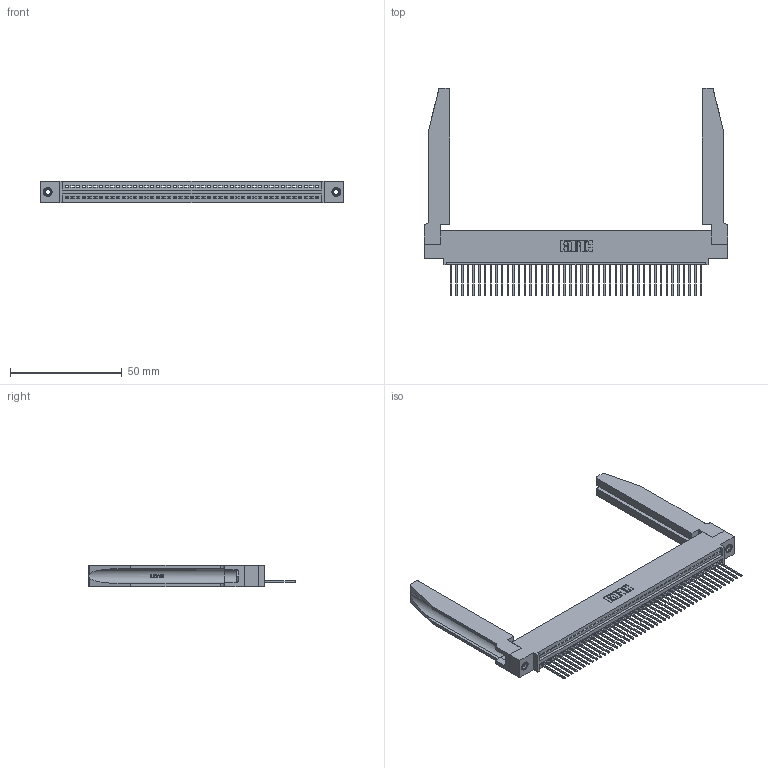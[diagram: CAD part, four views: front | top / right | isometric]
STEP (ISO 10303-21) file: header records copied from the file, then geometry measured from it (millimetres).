
FILE_DESCRIPTION (( 'STEP AP203' ), '1' );
FILE_NAME ('395-045-540-478.STEP', '2019-10-22T18:40:19', ( '' ), ( '' ), 'SwSTEP 2.0', 'SolidWorks 2016', '' );
FILE_SCHEMA (( 'CONFIG_CONTROL_DESIGN' ));
Length unit declared in the file: inch
Products named in the file (5): 395-045-540-478; 345-292-001_345-293-140; 345 Part_0.110 Offset - 0.156 Dia-TH; 345-250-001_345-250-001-102; 345-220-078_345-220-078
Assembly tree (50 placements, depth 2):
  395-045-540-478
    345 Part_0.110 Offset - 0.156 Dia-TH
    345-292-001_345-293-140  x45
    345-250-001_345-250-001-102  x2
    345-220-078_345-220-078  x2
Bounding box: 135.53 x 92.89 x 9.4 mm (x, y, z)
Volume: 20655.8 mm3; surface area: 24530.2 mm2
Topology: 50 solids, 50 shells, 2974 faces, 8881 edges, 5850 vertices
Faces by surface type: plane 2026, cylinder 896, bspline 36, cone 12, torus 4
Entity records: 38354 total; most frequent: CARTESIAN_POINT 7542, ORIENTED_EDGE 6418, DIRECTION 5589, EDGE_CURVE 3209, VECTOR 2803, LINE 2803, VERTEX_POINT 2132, AXIS2_PLACEMENT_3D 1393
